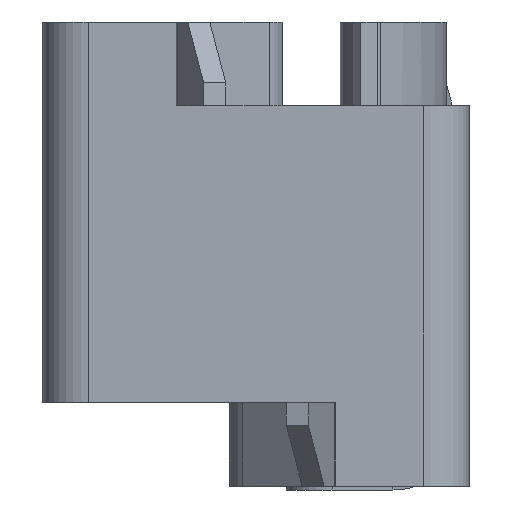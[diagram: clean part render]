
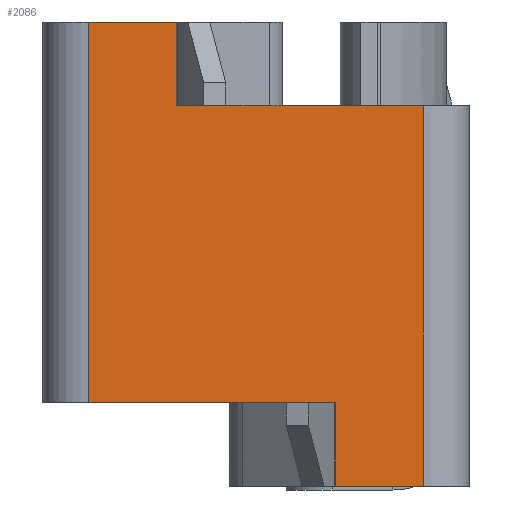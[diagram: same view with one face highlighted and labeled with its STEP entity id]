
A CAD part, front view. The second image highlights one B-rep face of the part: STEP entity #2086.
In plain terms, the highlighted planar face has unit normal (0, -1, 0).
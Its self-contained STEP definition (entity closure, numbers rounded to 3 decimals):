
#39=PLANE('',#2252);
#131=FACE_OUTER_BOUND('',#265,.T.);
#265=EDGE_LOOP('',(#1360,#1361,#1362,#1363,#1364,#1365,#1366,#1367));
#416=LINE('',#3104,#618);
#417=LINE('',#3106,#619);
#418=LINE('',#3108,#620);
#419=LINE('',#3110,#621);
#420=LINE('',#3112,#622);
#421=LINE('',#3114,#623);
#422=LINE('',#3116,#624);
#423=LINE('',#3117,#625);
#618=VECTOR('',#2493,1.1);
#619=VECTOR('',#2494,1.95);
#620=VECTOR('',#2495,5.);
#621=VECTOR('',#2496,2.45);
#622=VECTOR('',#2497,1.1);
#623=VECTOR('',#2498,1.95);
#624=VECTOR('',#2499,5.);
#625=VECTOR('',#2500,2.45);
#906=VERTEX_POINT('',#3102);
#907=VERTEX_POINT('',#3103);
#908=VERTEX_POINT('',#3105);
#909=VERTEX_POINT('',#3107);
#910=VERTEX_POINT('',#3109);
#911=VERTEX_POINT('',#3111);
#912=VERTEX_POINT('',#3113);
#913=VERTEX_POINT('',#3115);
#1068=EDGE_CURVE('',#906,#907,#416,.T.);
#1069=EDGE_CURVE('',#908,#906,#417,.T.);
#1070=EDGE_CURVE('',#908,#909,#418,.T.);
#1071=EDGE_CURVE('',#910,#909,#419,.T.);
#1072=EDGE_CURVE('',#911,#910,#420,.T.);
#1073=EDGE_CURVE('',#911,#912,#421,.T.);
#1074=EDGE_CURVE('',#913,#912,#422,.T.);
#1075=EDGE_CURVE('',#907,#913,#423,.T.);
#1360=ORIENTED_EDGE('',*,*,#1068,.F.);
#1361=ORIENTED_EDGE('',*,*,#1069,.F.);
#1362=ORIENTED_EDGE('',*,*,#1070,.T.);
#1363=ORIENTED_EDGE('',*,*,#1071,.F.);
#1364=ORIENTED_EDGE('',*,*,#1072,.F.);
#1365=ORIENTED_EDGE('',*,*,#1073,.T.);
#1366=ORIENTED_EDGE('',*,*,#1074,.F.);
#1367=ORIENTED_EDGE('',*,*,#1075,.F.);
#2086=ADVANCED_FACE('',(#131),#39,.F.);
#2252=AXIS2_PLACEMENT_3D('',#3101,#2491,#2492);
#2491=DIRECTION('center_axis',(0.,1.,0.));
#2492=DIRECTION('ref_axis',(0.,0.,1.));
#2493=DIRECTION('',(0.,0.,-1.));
#2494=DIRECTION('',(1.,0.,0.));
#2495=DIRECTION('',(0.,0.,-1.));
#2496=DIRECTION('',(-1.,0.,0.));
#2497=DIRECTION('',(0.,0.,1.));
#2498=DIRECTION('',(1.,0.,0.));
#2499=DIRECTION('',(0.,0.,-1.));
#2500=DIRECTION('',(1.,0.,0.));
#3101=CARTESIAN_POINT('Origin',(2.2,0.,3.05));
#3102=CARTESIAN_POINT('',(-0.25,0.,3.05));
#3103=CARTESIAN_POINT('',(-0.25,0.,1.951));
#3104=CARTESIAN_POINT('',(-0.25,0.,3.05));
#3105=CARTESIAN_POINT('',(-2.2,0.,3.05));
#3106=CARTESIAN_POINT('',(-2.2,0.,3.05));
#3107=CARTESIAN_POINT('',(-2.2,0.,-1.95));
#3108=CARTESIAN_POINT('',(-2.2,0.,3.05));
#3109=CARTESIAN_POINT('',(0.25,0.,-1.951));
#3110=CARTESIAN_POINT('',(0.25,0.,-1.95));
#3111=CARTESIAN_POINT('',(0.25,0.,-3.05));
#3112=CARTESIAN_POINT('',(0.25,0.,-3.05));
#3113=CARTESIAN_POINT('',(2.2,0.,-3.05));
#3114=CARTESIAN_POINT('',(0.25,0.,-3.05));
#3115=CARTESIAN_POINT('',(2.2,0.,1.95));
#3116=CARTESIAN_POINT('',(2.2,0.,1.95));
#3117=CARTESIAN_POINT('',(-0.25,0.,1.95));
